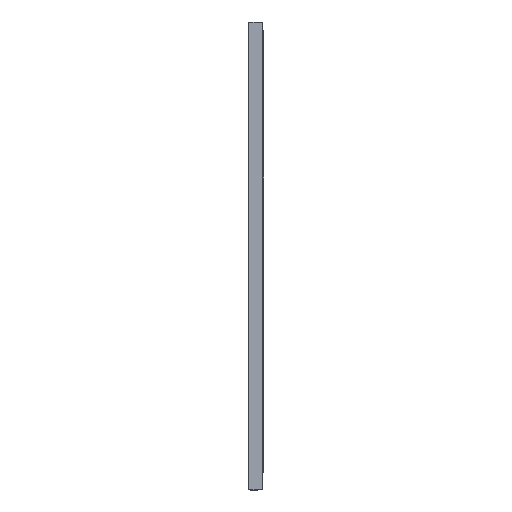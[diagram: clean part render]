
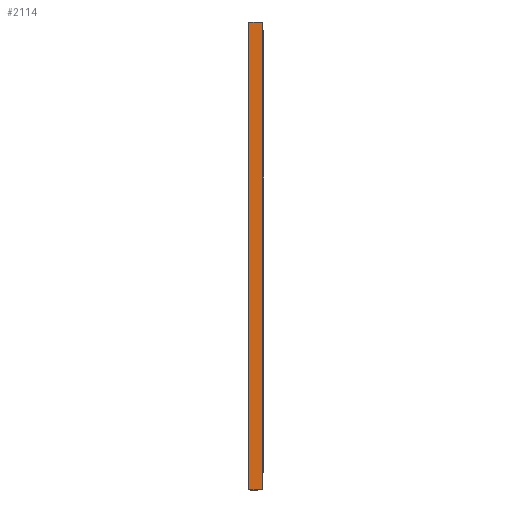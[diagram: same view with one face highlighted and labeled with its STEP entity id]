
A CAD part, front view. The second image highlights one B-rep face of the part: STEP entity #2114.
In plain terms, the highlighted planar face has unit normal (0, -1, 0).
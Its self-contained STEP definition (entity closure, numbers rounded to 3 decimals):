
#48 = EDGE_CURVE ( 'NONE', #7939, #7580, #3411, .T. ) ;
#155 = VECTOR ( 'NONE', #7944, 1000. ) ;
#251 = VERTEX_POINT ( 'NONE', #4303 ) ;
#323 = CARTESIAN_POINT ( 'NONE',  ( 0.5, -40., -800. ) ) ;
#433 = ORIENTED_EDGE ( 'NONE', *, *, #1801, .T. ) ;
#840 = DIRECTION ( 'NONE',  ( 0., 0., 1. ) ) ;
#906 = VERTEX_POINT ( 'NONE', #6993 ) ;
#1497 = CARTESIAN_POINT ( 'NONE',  ( 24.2, -40., -800. ) ) ;
#1731 = FACE_OUTER_BOUND ( 'NONE', #2735, .T. ) ;
#1801 = EDGE_CURVE ( 'NONE', #906, #7939, #3791, .T. ) ;
#1893 = DIRECTION ( 'NONE',  ( 1., 0., 0. ) ) ;
#2114 = ADVANCED_FACE ( 'NONE', ( #1731 ), #3513, .T. ) ;
#2370 = VECTOR ( 'NONE', #3526, 1000. ) ;
#2735 = EDGE_LOOP ( 'NONE', ( #4066, #7541, #433, #2821 ) ) ;
#2821 = ORIENTED_EDGE ( 'NONE', *, *, #48, .T. ) ;
#3032 = CARTESIAN_POINT ( 'NONE',  ( 0.5, -40., 0. ) ) ;
#3060 = LINE ( 'NONE', #6116, #155 ) ;
#3411 = LINE ( 'NONE', #4681, #4271 ) ;
#3473 = DIRECTION ( 'NONE',  ( 0., 0., -1. ) ) ;
#3513 = PLANE ( 'NONE',  #5280 ) ;
#3526 = DIRECTION ( 'NONE',  ( 1., 0., 0. ) ) ;
#3791 = LINE ( 'NONE', #5514, #4892 ) ;
#4066 = ORIENTED_EDGE ( 'NONE', *, *, #4764, .F. ) ;
#4070 = DIRECTION ( 'NONE',  ( 0., -1., 0. ) ) ;
#4119 = EDGE_CURVE ( 'NONE', #906, #251, #3060, .T. ) ;
#4271 = VECTOR ( 'NONE', #840, 1000. ) ;
#4303 = CARTESIAN_POINT ( 'NONE',  ( 0.5, -40., 0. ) ) ;
#4681 = CARTESIAN_POINT ( 'NONE',  ( 24.2, -40., -800. ) ) ;
#4764 = EDGE_CURVE ( 'NONE', #251, #7580, #7799, .T. ) ;
#4892 = VECTOR ( 'NONE', #1893, 1000. ) ;
#5280 = AXIS2_PLACEMENT_3D ( 'NONE', #323, #4070, #3473 ) ;
#5514 = CARTESIAN_POINT ( 'NONE',  ( 0.5, -40., -800. ) ) ;
#6116 = CARTESIAN_POINT ( 'NONE',  ( 0.5, -40., -800. ) ) ;
#6993 = CARTESIAN_POINT ( 'NONE',  ( 0.5, -40., -800. ) ) ;
#7541 = ORIENTED_EDGE ( 'NONE', *, *, #4119, .F. ) ;
#7580 = VERTEX_POINT ( 'NONE', #7991 ) ;
#7799 = LINE ( 'NONE', #3032, #2370 ) ;
#7939 = VERTEX_POINT ( 'NONE', #1497 ) ;
#7944 = DIRECTION ( 'NONE',  ( 0., 0., 1. ) ) ;
#7991 = CARTESIAN_POINT ( 'NONE',  ( 24.2, -40., 0. ) ) ;
